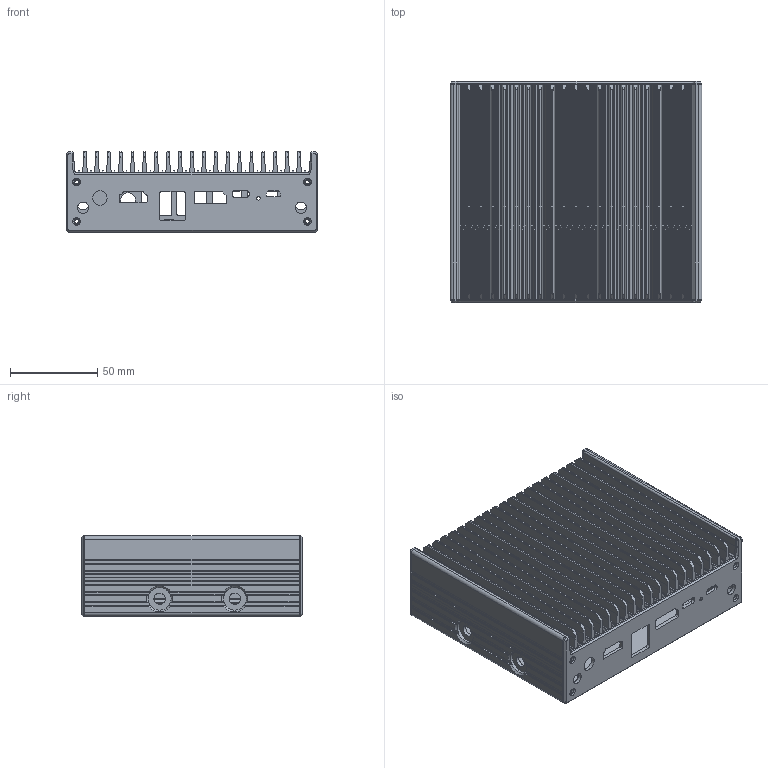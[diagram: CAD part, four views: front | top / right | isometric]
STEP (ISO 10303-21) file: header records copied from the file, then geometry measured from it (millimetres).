
FILE_DESCRIPTION(/* description */ (''),/* implementation_level */ '2;1');
FILE_NAME(/* name */ 'VP2410 v0 v1.step',/* time_stamp */ '2021-10-14T17:22:21-07:00',/* author */ (''),/* organization */ (''),/* preprocessor_version */ 'ST-DEVELOPER v18.1',/* originating_system */ 'Autodesk Translation Framework v10.10.0.1391',/* authorisation */ '');
FILE_SCHEMA (('AUTOMOTIVE_DESIGN { 1 0 10303 214 3 1 1 }'));
Length unit declared in the file: millimetre
Products named in the file (7): VP2410 v0; N21-2021_ASM_26_ASM; NANO-H_C_114_17; 3_114_ASM_3_ASM; 2020-11-5-001_114_4; 2020-11-5-002_114_6; 2020-11-5-03_C_114_2
Assembly tree (6 placements, depth 4):
  VP2410 v0
    N21-2021_ASM_26_ASM
      NANO-H_C_114_17
      3_114_ASM_3_ASM
        2020-11-5-001_114_4
        2020-11-5-002_114_6
      2020-11-5-03_C_114_2
Bounding box: 144 x 126.5 x 46 mm (x, y, z)
Volume: 222303.2 mm3; surface area: 174506.9 mm2
Topology: 4 solids, 4 shells, 1027 faces, 2915 edges, 1914 vertices
Faces by surface type: plane 498, cylinder 488, cone 41
Full cylindrical faces by diameter (mm): 2 x1, 2.1 x4, 2.5 x8, 3 x12, 3.5 x2, 5.3 x10, 8.2 x1, 8.5 x1, 13 x10
Entity records: 35072 total; most frequent: CARTESIAN_POINT 7552, ORIENTED_EDGE 5822, DIRECTION 5725, EDGE_CURVE 2911, AXIS2_PLACEMENT_3D 1948, VERTEX_POINT 1914, LINE 1829, VECTOR 1829
